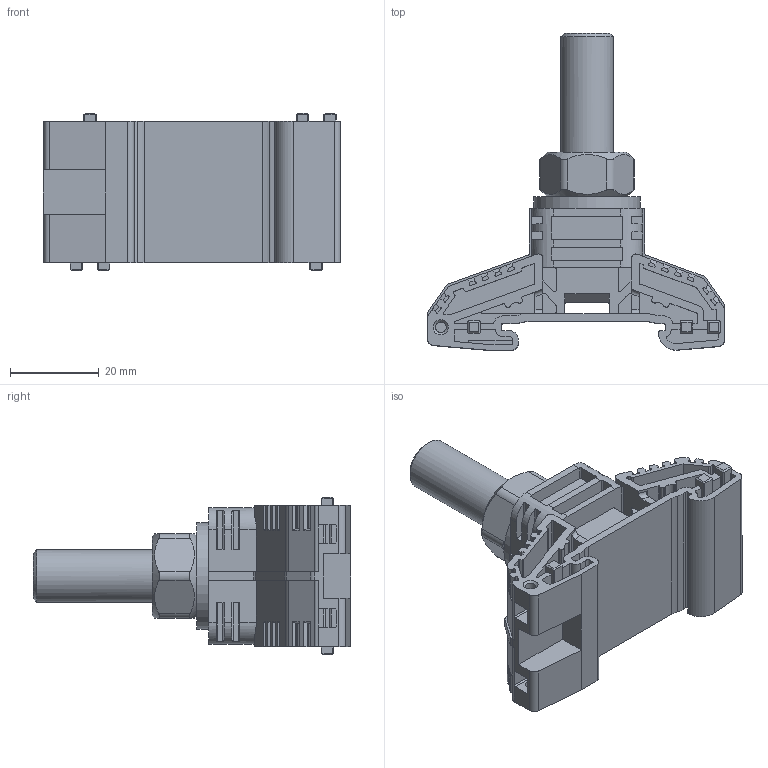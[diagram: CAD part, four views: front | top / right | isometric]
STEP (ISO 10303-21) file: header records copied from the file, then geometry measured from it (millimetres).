
FILE_DESCRIPTION(/* description */ (''),/* implementation_level */ '2;1');
FILE_NAME(/* name */ '17004_HSK120_M12_B_iso.stp',/* time_stamp */ '2011-08-05T12:51:57+02:00',/* author */ (''),/* organization */ (''),/* preprocessor_version */ 'ST-DEVELOPER v11',/* originating_system */ 'SIEMENS UGS NX 6.0',/* authorisation */ '');
FILE_SCHEMA (('CONFIG_CONTROL_DESIGN'));
Length unit declared in the file: millimetre
Products named in the file (1): 17004_HSK120_M12_B_iso
Bounding box: 67 x 71.5 x 35.6 mm (x, y, z)
Volume: 33052.3 mm3; surface area: 23795.4 mm2
Topology: 3 solids, 11 shells, 971 faces, 2802 edges, 1851 vertices
Faces by surface type: plane 605, cylinder 345, cone 11, torus 8, bspline 2
Full cylindrical faces by diameter (mm): 2.4 x2, 11.794 x1, 12.3 x1, 16 x1, 24 x1
Entity records: 33132 total; most frequent: CARTESIAN_POINT 7145, ORIENTED_EDGE 5564, DIRECTION 5330, EDGE_CURVE 2782, LINE 1952, VECTOR 1952, VERTEX_POINT 1844, AXIS2_PLACEMENT_3D 1689
